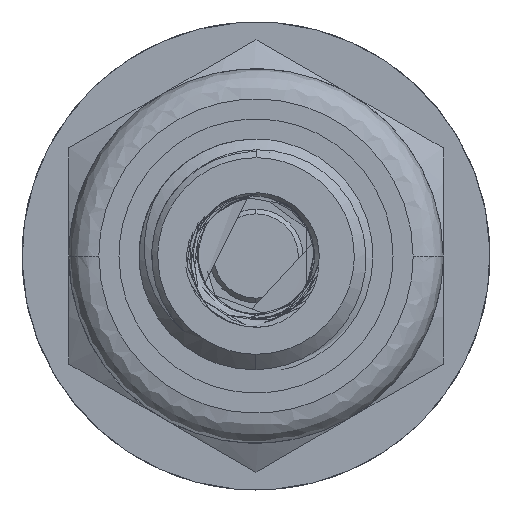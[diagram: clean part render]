
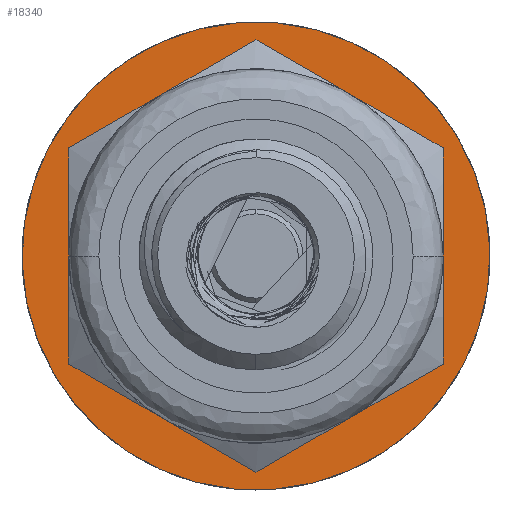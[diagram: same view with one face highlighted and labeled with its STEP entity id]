
A CAD part, front view. The second image highlights one B-rep face of the part: STEP entity #18340.
In plain terms, the highlighted free-form (B-spline) face has degree [1, 1] with [2, 2] control points.
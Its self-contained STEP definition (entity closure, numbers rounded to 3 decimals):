
#18183 = VERTEX_POINT('',#18184);
#18184 = CARTESIAN_POINT('',(8.043,9.72,-8.034
    ));
#18189 = EDGE_CURVE('',#18190,#18183,#18192,.T.);
#18190 = VERTEX_POINT('',#18191);
#18191 = CARTESIAN_POINT('',(-8.043,9.72,8.034
    ));
#18192 = ( BOUNDED_CURVE() B_SPLINE_CURVE(2,(#18193,#18194,#18195,#18196
,#18197),.UNSPECIFIED.,.F.,.F.) B_SPLINE_CURVE_WITH_KNOTS((3,2,3),(0.,
1.571,3.142),.PIECEWISE_BEZIER_KNOTS.) CURVE() 
GEOMETRIC_REPRESENTATION_ITEM() RATIONAL_B_SPLINE_CURVE((1.,
0.707,1.,0.707,1.)) REPRESENTATION_ITEM('') );
#18193 = CARTESIAN_POINT('',(-8.043,9.72,8.034
    ));
#18194 = CARTESIAN_POINT('',(-16.077,9.72,
    -0.009));
#18195 = CARTESIAN_POINT('',(-8.034,9.72,
    -8.043));
#18196 = CARTESIAN_POINT('',(0.009,9.72,
    -16.077));
#18197 = CARTESIAN_POINT('',(8.043,9.72,-8.034
    ));
#18221 = VERTEX_POINT('',#18222);
#18222 = CARTESIAN_POINT('',(-4.222,9.72,4.218
    ));
#18227 = EDGE_CURVE('',#18228,#18221,#18230,.T.);
#18228 = VERTEX_POINT('',#18229);
#18229 = CARTESIAN_POINT('',(4.222,9.72,-4.218
    ));
#18230 = ( BOUNDED_CURVE() B_SPLINE_CURVE(2,(#18231,#18232,#18233,#18234
,#18235),.UNSPECIFIED.,.F.,.F.) B_SPLINE_CURVE_WITH_KNOTS((3,2,3),(
    3.142,4.712,6.283),
.PIECEWISE_BEZIER_KNOTS.) CURVE() GEOMETRIC_REPRESENTATION_ITEM() 
RATIONAL_B_SPLINE_CURVE((1.,0.707,1.,0.707,1.)) 
REPRESENTATION_ITEM('') );
#18231 = CARTESIAN_POINT('',(4.222,9.72,-4.218
    ));
#18232 = CARTESIAN_POINT('',(8.44,9.72,
    0.005));
#18233 = CARTESIAN_POINT('',(4.218,9.72,4.222)
  );
#18234 = CARTESIAN_POINT('',(-0.005,9.72,
    8.44));
#18235 = CARTESIAN_POINT('',(-4.222,9.72,4.218
    ));
#18266 = EDGE_CURVE('',#18221,#18228,#18267,.T.);
#18267 = ( BOUNDED_CURVE() B_SPLINE_CURVE(2,(#18268,#18269,#18270,#18271
,#18272),.UNSPECIFIED.,.F.,.F.) B_SPLINE_CURVE_WITH_KNOTS((3,2,3),(0.,
1.571,3.142),.PIECEWISE_BEZIER_KNOTS.) CURVE() 
GEOMETRIC_REPRESENTATION_ITEM() RATIONAL_B_SPLINE_CURVE((1.,
0.707,1.,0.707,1.)) REPRESENTATION_ITEM('') );
#18268 = CARTESIAN_POINT('',(-4.222,9.72,4.218
    ));
#18269 = CARTESIAN_POINT('',(-8.44,9.72,
    -0.005));
#18270 = CARTESIAN_POINT('',(-4.218,9.72,
    -4.222));
#18271 = CARTESIAN_POINT('',(0.005,9.72,
    -8.44));
#18272 = CARTESIAN_POINT('',(4.222,9.72,-4.218
    ));
#18322 = EDGE_CURVE('',#18183,#18190,#18323,.T.);
#18323 = ( BOUNDED_CURVE() B_SPLINE_CURVE(2,(#18324,#18325,#18326,#18327
,#18328),.UNSPECIFIED.,.F.,.F.) B_SPLINE_CURVE_WITH_KNOTS((3,2,3),(
    3.142,4.712,6.283),
.PIECEWISE_BEZIER_KNOTS.) CURVE() GEOMETRIC_REPRESENTATION_ITEM() 
RATIONAL_B_SPLINE_CURVE((1.,0.707,1.,0.707,1.)) 
REPRESENTATION_ITEM('') );
#18324 = CARTESIAN_POINT('',(8.043,9.72,-8.034
    ));
#18325 = CARTESIAN_POINT('',(16.077,9.72,
    0.009));
#18326 = CARTESIAN_POINT('',(8.034,9.72,8.043)
  );
#18327 = CARTESIAN_POINT('',(-0.009,9.72,
    16.077));
#18328 = CARTESIAN_POINT('',(-8.043,9.72,8.034
    ));
#18340 = ADVANCED_FACE('',(#18341,#18345),#18349,.F.);
#18341 = FACE_BOUND('',#18342,.T.);
#18342 = EDGE_LOOP('',(#18343,#18344));
#18343 = ORIENTED_EDGE('',*,*,#18266,.F.);
#18344 = ORIENTED_EDGE('',*,*,#18227,.F.);
#18345 = FACE_BOUND('',#18346,.T.);
#18346 = EDGE_LOOP('',(#18347,#18348));
#18347 = ORIENTED_EDGE('',*,*,#18189,.T.);
#18348 = ORIENTED_EDGE('',*,*,#18322,.T.);
#18349 = B_SPLINE_SURFACE_WITH_KNOTS('',1,1,(
    (#18350,#18351)
    ,(#18352,#18353
    )),.UNSPECIFIED.,.F.,.F.,.F.,(2,2),(2,2),(-10.,10.),(-20.,0.),
  .PIECEWISE_BEZIER_KNOTS.);
#18350 = CARTESIAN_POINT('',(-0.009,9.72,
    16.077));
#18351 = CARTESIAN_POINT('',(-16.077,9.72,
    -0.009));
#18352 = CARTESIAN_POINT('',(16.077,9.72,
    0.009));
#18353 = CARTESIAN_POINT('',(0.009,9.72,
    -16.077));
